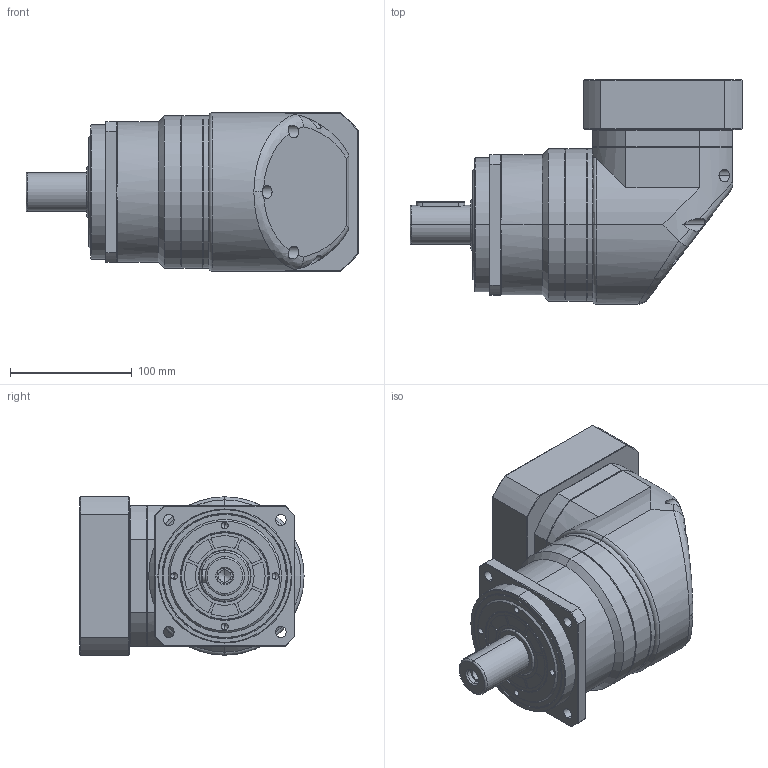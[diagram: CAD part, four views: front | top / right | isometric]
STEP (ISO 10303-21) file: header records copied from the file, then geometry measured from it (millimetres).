
FILE_DESCRIPTION((''),'2;1');
FILE_NAME('TNR115-L1-S2-P2-F-0001_ASM','2024-06-27T13:43:49',('mayn'),(''),'CREO PARAMETRIC BY PTC INC, 2020053','CREO PARAMETRIC BY PTC INC, 2020053','');
FILE_SCHEMA(('CONFIG_CONTROL_DESIGN'));
Length unit declared in the file: millimetre
Products named in the file (18): SPRING_LOCK_WASHERS--NORMAL_TYP; TNR115190001; HEXAGON_SOCKET_HEAD_CAP_S-22522; 65X55X700; TNR1150001; HEXAGON_SOCKET_HEAD_CAP_S-23201; HEX_SOCKET_SET_SCREWS_WITH_FL_1; 100; 200; _TN115_0001_ASM; _TN115_D110-M8-1450001; HEXAGON_SOCKET_COUNTERSUNK_HEAD; TNR1150002; HEXAGON_SOCKET_HEAD_CAP_S-11641; TNR1150003; TNR1150004; TNR115L1-110-19-630001_ASM; TNR115-L1-S2-P2-F-0001_ASM
Assembly tree (52 placements, depth 4):
  TNR115-L1-S2-P2-F-0001_ASM
    TNR115L1-110-19-630001_ASM
      SPRING_LOCK_WASHERS--NORMAL_TYP  x19
      TNR115190001
      HEXAGON_SOCKET_HEAD_CAP_S-22522  x12
      65X55X700
      TNR1150001
      HEXAGON_SOCKET_HEAD_CAP_S-23201  x7
      HEX_SOCKET_SET_SCREWS_WITH_FL_1
      _TN115_0001_ASM
        100
        200
      _TN115_D110-M8-1450001
      HEXAGON_SOCKET_COUNTERSUNK_HEAD
      TNR1150002
      HEXAGON_SOCKET_HEAD_CAP_S-11641
      TNR1150003
      TNR1150004
Bounding box: 272.5 x 183.9 x 130 mm (x, y, z)
Volume: 2914648.5 mm3; surface area: 351328.4 mm2
Topology: 50 solids, 50 shells, 1383 faces, 3335 edges, 2087 vertices
Faces by surface type: plane 575, cylinder 556, cone 183, torus 65, bspline 4
Entity records: 25187 total; most frequent: CARTESIAN_POINT 5082, DIRECTION 4579, ORIENTED_EDGE 3846, EDGE_CURVE 1923, AXIS2_PLACEMENT_3D 1888, VERTEX_POINT 1238, CIRCLE 993, EDGE_LOOP 943
